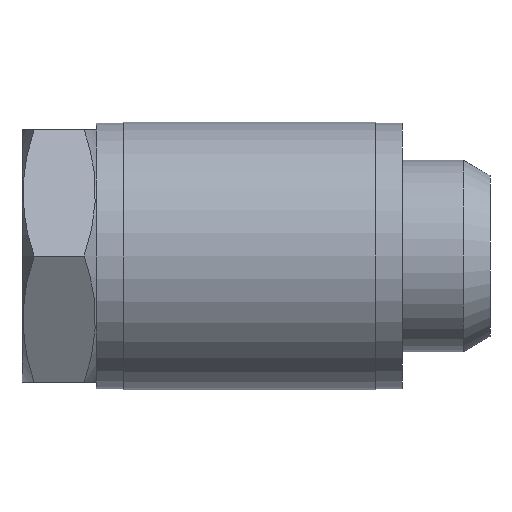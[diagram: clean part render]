
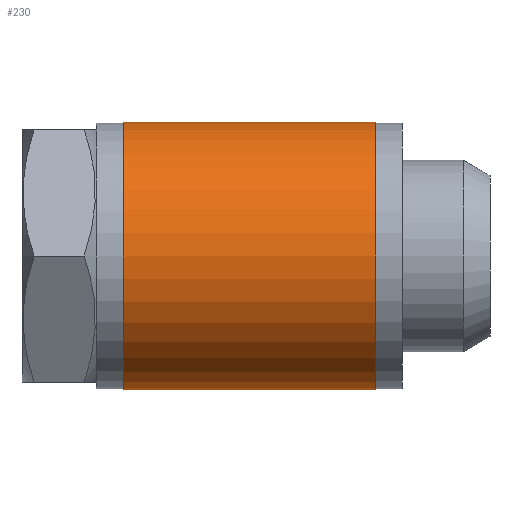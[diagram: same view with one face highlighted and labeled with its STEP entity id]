
A CAD part, left-side view. The second image highlights one B-rep face of the part: STEP entity #230.
In plain terms, the highlighted cylindrical face has radius 9 mm (diameter 18 mm), a partial arc.
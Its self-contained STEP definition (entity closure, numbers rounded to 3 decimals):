
#230 = ADVANCED_FACE ( 'NONE', ( #2144 ), #2145, .T. ) ;
#529 = CARTESIAN_POINT ( 'NONE',  ( 0., 24.7, 9. ) ) ;
#530 = CARTESIAN_POINT ( 'NONE',  ( 0., 24.7, -9. ) ) ;
#531 = CARTESIAN_POINT ( 'NONE',  ( 0., 7.7, -9. ) ) ;
#532 = CARTESIAN_POINT ( 'NONE',  ( 0., 7.7, 9. ) ) ;
#673 = AXIS2_PLACEMENT_3D ( 'NONE', #1770, #1771, #1772 ) ;
#674 = AXIS2_PLACEMENT_3D ( 'NONE', #1767, #1768, #1769 ) ;
#675 = CIRCLE ( 'NONE', #674, 9. ) ;
#677 = CIRCLE ( 'NONE', #673, 9. ) ;
#843 = ORIENTED_EDGE ( 'NONE', *, *, #1111, .T. ) ;
#845 = ORIENTED_EDGE ( 'NONE', *, *, #1108, .F. ) ;
#846 = ORIENTED_EDGE ( 'NONE', *, *, #1171, .T. ) ;
#847 = ORIENTED_EDGE ( 'NONE', *, *, #1172, .T. ) ;
#1081 = AXIS2_PLACEMENT_3D ( 'NONE', #2340, #2341, #2342 ) ;
#1108 = EDGE_CURVE ( 'NONE', #2122, #2121, #2237, .T. ) ;
#1111 = EDGE_CURVE ( 'NONE', #2123, #2120, #2238, .T. ) ;
#1171 = EDGE_CURVE ( 'NONE', #2122, #2123, #675, .T. ) ;
#1172 = EDGE_CURVE ( 'NONE', #2120, #2121, #677, .T. ) ;
#1527 = CARTESIAN_POINT ( 'NONE',  ( 0., 30.786, -9. ) ) ;
#1528 = DIRECTION ( 'NONE',  ( 0., 1., 0. ) ) ;
#1535 = CARTESIAN_POINT ( 'NONE',  ( 0., 30.786, 9. ) ) ;
#1536 = DIRECTION ( 'NONE',  ( 0., 1., 0. ) ) ;
#1767 = CARTESIAN_POINT ( 'NONE',  ( 0., 7.7, 0. ) ) ;
#1768 = DIRECTION ( 'NONE',  ( 0., 1., 0. ) ) ;
#1769 = DIRECTION ( 'NONE',  ( 0., 0., 1. ) ) ;
#1770 = CARTESIAN_POINT ( 'NONE',  ( 0., 24.7, 0. ) ) ;
#1771 = DIRECTION ( 'NONE',  ( 0., -1., 0. ) ) ;
#1772 = DIRECTION ( 'NONE',  ( 0., 0., -1. ) ) ;
#2072 = EDGE_LOOP ( 'NONE', ( #845, #846, #843, #847 ) ) ;
#2120 = VERTEX_POINT ( 'NONE', #529 ) ;
#2121 = VERTEX_POINT ( 'NONE', #530 ) ;
#2122 = VERTEX_POINT ( 'NONE', #531 ) ;
#2123 = VERTEX_POINT ( 'NONE', #532 ) ;
#2144 = FACE_OUTER_BOUND ( 'NONE', #2072, .T. ) ;
#2145 = CYLINDRICAL_SURFACE ( 'NONE', #1081, 9. ) ;
#2237 = LINE ( 'NONE', #1527, #2922 ) ;
#2238 = LINE ( 'NONE', #1535, #2919 ) ;
#2340 = CARTESIAN_POINT ( 'NONE',  ( 0., 30.786, 0. ) ) ;
#2341 = DIRECTION ( 'NONE',  ( 0., 1., 0. ) ) ;
#2342 = DIRECTION ( 'NONE',  ( 0., 0., 1. ) ) ;
#2919 = VECTOR ( 'NONE', #1536, 1000. ) ;
#2922 = VECTOR ( 'NONE', #1528, 1000. ) ;
